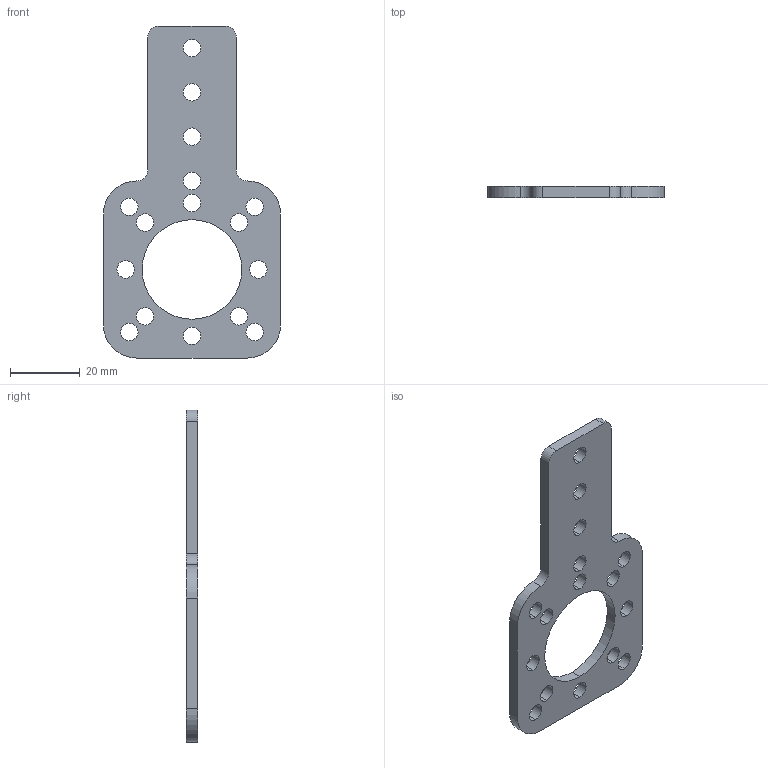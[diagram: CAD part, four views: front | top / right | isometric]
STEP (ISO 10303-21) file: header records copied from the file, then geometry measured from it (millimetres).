
FILE_DESCRIPTION (( 'STEP AP214' ), '1' );
FILE_NAME ('am-5666 Tube End Bearing Gusset.STEP', '2025-08-01T20:14:22', ( '' ), ( '' ), 'SwSTEP 2.0', 'SolidWorks 2024', '' );
FILE_SCHEMA (( 'AUTOMOTIVE_DESIGN' ));
Length unit declared in the file: inch
Products named in the file (1): am-5666 Tube End Bearing Gusset
Bounding box: 50.8 x 3.17 x 95.25 mm (x, y, z)
Volume: 8507.8 mm3; surface area: 7296.8 mm2
Topology: 1 solids, 1 shells, 50 faces, 144 edges, 96 vertices
Faces by surface type: cylinder 42, plane 8
Entity records: 1787 total; most frequent: DIRECTION 330, CARTESIAN_POINT 291, ORIENTED_EDGE 288, EDGE_CURVE 144, AXIS2_PLACEMENT_3D 135, VERTEX_POINT 96, EDGE_LOOP 84, CIRCLE 84
